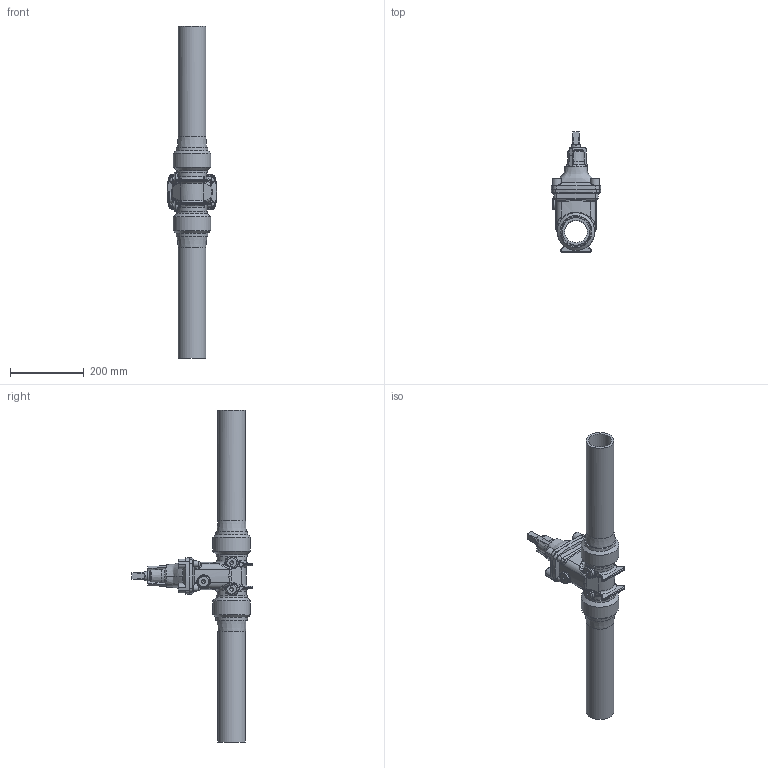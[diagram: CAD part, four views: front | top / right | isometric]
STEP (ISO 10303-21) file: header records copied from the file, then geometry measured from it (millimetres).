
FILE_DESCRIPTION (( 'STEP AP203' ), '1' );
FILE_NAME ('O_36_80_DN065_075mm.STEP', '2015-01-22T02:20:44', ( 'ken' ), ( '' ), 'SwSTEP 2.0', 'SolidWorks 2012', '' );
FILE_SCHEMA (( 'CONFIG_CONTROL_DESIGN' ));
Length unit declared in the file: millimetre
Products named in the file (1): O_36_80_DN065_075mm
Bounding box: 135 x 327 x 900 mm (x, y, z)
Volume: 3124478.7 mm3; surface area: 484328.3 mm2
Topology: 1 solids, 1 shells, 299 faces, 811 edges, 508 vertices
Faces by surface type: bspline 140, plane 57, cylinder 51, cone 49, torus 2
Full cylindrical faces by diameter (mm): 24.6 x1, 61.364 x1, 75 x2, 83.938 x2, 102 x2
Entity records: 21389 total; most frequent: CARTESIAN_POINT 15575, ORIENTED_EDGE 1534, EDGE_CURVE 767, DIRECTION 721, VERTEX_POINT 493, B_SPLINE_CURVE_WITH_KNOTS 448, EDGE_LOOP 324, AXIS2_PLACEMENT_3D 310
